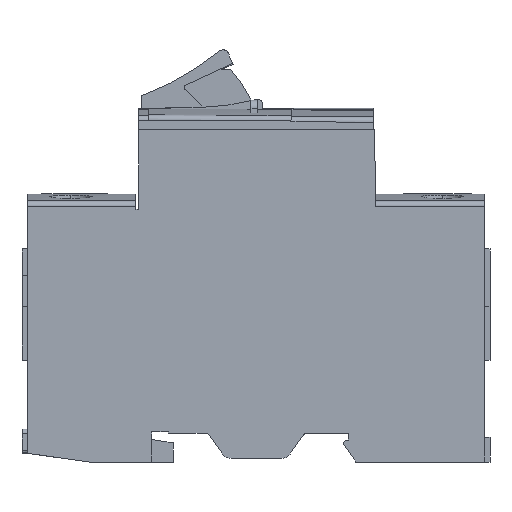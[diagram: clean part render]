
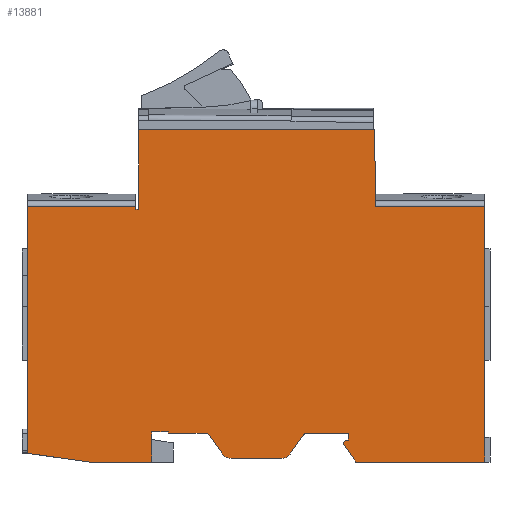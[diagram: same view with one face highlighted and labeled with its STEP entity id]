
A CAD part, left-side view. The second image highlights one B-rep face of the part: STEP entity #13881.
In plain terms, the highlighted planar face has unit normal (-1, 0, 0).
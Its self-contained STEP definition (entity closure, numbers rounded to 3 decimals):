
#3268=DIRECTION('',(0.,1.,0.));
#3269=VECTOR('',#3268,20.796);
#3270=CARTESIAN_POINT('',(0.,10.08,48.62));
#3271=LINE('',#3270,#3269);
#3275=DIRECTION('',(0.,0.,1.));
#3276=VECTOR('',#3275,48.59);
#3277=CARTESIAN_POINT('',(0.,10.08,0.03));
#3278=LINE('',#3277,#3276);
#3282=DIRECTION('',(0.,1.,0.));
#3283=VECTOR('',#3282,24.47);
#3284=CARTESIAN_POINT('',(0.,10.08,0.03));
#3285=LINE('',#3284,#3283);
#3289=DIRECTION('',(0.,0.574,0.819));
#3290=VECTOR('',#3289,4.236);
#3291=CARTESIAN_POINT('',(0.,34.55,0.03));
#3292=LINE('',#3291,#3290);
#3296=DIRECTION('',(0.,0.,1.));
#3297=VECTOR('',#3296,0.3);
#3298=CARTESIAN_POINT('',(0.,36.98,3.5));
#3299=LINE('',#3298,#3297);
#3303=DIRECTION('',(0.,-0.707,0.707));
#3304=VECTOR('',#3303,0.566);
#3305=CARTESIAN_POINT('',(0.,36.98,3.8));
#3306=LINE('',#3305,#3304);
#3310=DIRECTION('',(0.,-1.,0.));
#3311=VECTOR('',#3310,0.6);
#3312=CARTESIAN_POINT('',(0.,36.58,4.2));
#3313=LINE('',#3312,#3311);
#3317=DIRECTION('',(0.,0.,1.));
#3318=VECTOR('',#3317,1.3);
#3319=CARTESIAN_POINT('',(0.,35.98,4.2));
#3320=LINE('',#3319,#3318);
#3324=DIRECTION('',(0.,1.,0.));
#3325=VECTOR('',#3324,7.8);
#3326=CARTESIAN_POINT('',(0.,35.98,5.5));
#3327=LINE('',#3326,#3325);
#3331=CARTESIAN_POINT('',(0.,43.78,4.5));
#3332=DIRECTION('',(-1.,0.,0.));
#3333=DIRECTION('',(0.,0.,1.));
#3334=AXIS2_PLACEMENT_3D('',#3331,#3332,#3333);
#3339=DIRECTION('',(0.,0.574,-0.819));
#3340=VECTOR('',#3339,4.298);
#3341=CARTESIAN_POINT('',(0.,44.599,5.074));
#3342=LINE('',#3341,#3340);
#3346=CARTESIAN_POINT('',(0.,48.703,2.7));
#3347=DIRECTION('',(1.,0.,0.));
#3348=DIRECTION('',(0.,-0.819,-0.574));
#3349=AXIS2_PLACEMENT_3D('',#3346,#3347,#3348);
#3354=DIRECTION('',(0.,1.,0.));
#3355=VECTOR('',#3354,9.558);
#3356=CARTESIAN_POINT('',(0.,48.703,0.7));
#3357=LINE('',#3356,#3355);
#3361=CARTESIAN_POINT('',(0.,58.26,2.7));
#3362=DIRECTION('',(1.,0.,0.));
#3363=DIRECTION('',(0.,0.,-1.));
#3364=AXIS2_PLACEMENT_3D('',#3361,#3362,#3363);
#3369=DIRECTION('',(0.,0.574,0.819));
#3370=VECTOR('',#3369,4.298);
#3371=CARTESIAN_POINT('',(0.,59.898,1.553));
#3372=LINE('',#3371,#3370);
#3376=CARTESIAN_POINT('',(0.,63.183,4.5));
#3377=DIRECTION('',(-1.,0.,0.));
#3378=DIRECTION('',(0.,-0.819,0.574));
#3379=AXIS2_PLACEMENT_3D('',#3376,#3377,#3378);
#3384=DIRECTION('',(0.,1.,0.));
#3385=VECTOR('',#3384,6.987);
#3386=CARTESIAN_POINT('',(0.,63.183,5.5));
#3387=LINE('',#3386,#3385);
#3391=DIRECTION('',(0.,0.,1.));
#3392=VECTOR('',#3391,0.26);
#3393=CARTESIAN_POINT('',(0.,70.17,5.5));
#3394=LINE('',#3393,#3392);
#3398=DIRECTION('',(0.,1.,0.));
#3399=VECTOR('',#3398,3.2);
#3400=CARTESIAN_POINT('',(0.,70.17,5.76));
#3401=LINE('',#3400,#3399);
#3405=DIRECTION('',(0.,0.001,-1.));
#3406=VECTOR('',#3405,1.46);
#3407=CARTESIAN_POINT('',(0.,73.37,5.76));
#3408=LINE('',#3407,#3406);
#3412=DIRECTION('',(0.,0.,1.));
#3413=VECTOR('',#3412,4.3);
#3414=CARTESIAN_POINT('',(0.,73.373,0.));
#3415=LINE('',#3414,#3413);
#3419=DIRECTION('',(0.,1.,0.));
#3420=VECTOR('',#3419,11.607);
#3421=CARTESIAN_POINT('',(0.,73.373,0.));
#3422=LINE('',#3421,#3420);
#3426=DIRECTION('',(0.,0.99,0.139));
#3427=VECTOR('',#3426,12.118);
#3428=CARTESIAN_POINT('',(0.,84.98,0.));
#3429=LINE('',#3428,#3427);
#3433=DIRECTION('',(0.,0.,1.));
#3434=VECTOR('',#3433,46.934);
#3435=CARTESIAN_POINT('',(0.,96.98,1.686));
#3436=LINE('',#3435,#3434);
#3440=DIRECTION('',(0.,1.,0.));
#3441=VECTOR('',#3440,20.63);
#3442=CARTESIAN_POINT('',(0.,76.35,48.62));
#3443=LINE('',#3442,#3441);
#3447=DIRECTION('',(0.,0.,-1.));
#3448=VECTOR('',#3447,0.62);
#3449=CARTESIAN_POINT('',(0.,76.35,48.62));
#3450=LINE('',#3449,#3448);
#3454=DIRECTION('',(0.,-1.,0.));
#3455=VECTOR('',#3454,0.46);
#3456=CARTESIAN_POINT('',(0.,76.35,48.));
#3457=LINE('',#3456,#3455);
#3461=DIRECTION('',(0.,-0.006,1.));
#3462=VECTOR('',#3461,15.17);
#3463=CARTESIAN_POINT('',(0.,75.89,48.));
#3464=LINE('',#3463,#3462);
#3503=DIRECTION('',(0.,0.006,1.));
#3504=VECTOR('',#3503,14.55);
#3505=CARTESIAN_POINT('',(0.,30.876,48.62));
#3506=LINE('',#3505,#3504);
#6269=DIRECTION('',(0.,1.,0.));
#6270=VECTOR('',#6269,44.843);
#6271=CARTESIAN_POINT('',(0.,30.96,63.17));
#6272=LINE('',#6271,#6270);
#9776=CARTESIAN_POINT('',(0.,76.35,48.));
#9777=CARTESIAN_POINT('',(0.,75.89,48.));
#9778=VERTEX_POINT('',#9776);
#9779=VERTEX_POINT('',#9777);
#9780=CARTESIAN_POINT('',(0.,34.55,0.03));
#9781=CARTESIAN_POINT('',(0.,36.98,3.5));
#9782=VERTEX_POINT('',#9780);
#9783=VERTEX_POINT('',#9781);
#9784=CARTESIAN_POINT('',(0.,36.98,3.8));
#9785=VERTEX_POINT('',#9784);
#9786=CARTESIAN_POINT('',(0.,36.58,4.2));
#9787=VERTEX_POINT('',#9786);
#9788=CARTESIAN_POINT('',(0.,35.98,4.2));
#9789=VERTEX_POINT('',#9788);
#9790=CARTESIAN_POINT('',(0.,35.98,5.5));
#9791=VERTEX_POINT('',#9790);
#9792=CARTESIAN_POINT('',(0.,43.78,5.5));
#9793=VERTEX_POINT('',#9792);
#9794=CARTESIAN_POINT('',(0.,44.599,5.074));
#9795=VERTEX_POINT('',#9794);
#9796=CARTESIAN_POINT('',(0.,47.064,1.553));
#9797=VERTEX_POINT('',#9796);
#9798=CARTESIAN_POINT('',(0.,48.703,0.7));
#9799=VERTEX_POINT('',#9798);
#9800=CARTESIAN_POINT('',(0.,58.26,0.7));
#9801=VERTEX_POINT('',#9800);
#9802=CARTESIAN_POINT('',(0.,59.898,1.553));
#9803=VERTEX_POINT('',#9802);
#9804=CARTESIAN_POINT('',(0.,62.364,5.074));
#9805=VERTEX_POINT('',#9804);
#9806=CARTESIAN_POINT('',(0.,63.183,5.5));
#9807=VERTEX_POINT('',#9806);
#9808=CARTESIAN_POINT('',(0.,70.17,5.5));
#9809=VERTEX_POINT('',#9808);
#9810=CARTESIAN_POINT('',(0.,70.17,5.76));
#9811=VERTEX_POINT('',#9810);
#9812=CARTESIAN_POINT('',(0.,73.37,5.76));
#9813=VERTEX_POINT('',#9812);
#9852=CARTESIAN_POINT('',(0.,30.96,63.17));
#9854=VERTEX_POINT('',#9852);
#9860=CARTESIAN_POINT('',(0.,75.803,63.17));
#9861=VERTEX_POINT('',#9860);
#10065=CARTESIAN_POINT('',(0.,84.98,0.));
#10066=VERTEX_POINT('',#10065);
#10069=CARTESIAN_POINT('',(0.,73.373,0.));
#10070=CARTESIAN_POINT('',(0.,73.372,4.3));
#10071=VERTEX_POINT('',#10069);
#10072=VERTEX_POINT('',#10070);
#10217=CARTESIAN_POINT('',(0.,10.08,0.03));
#10218=VERTEX_POINT('',#10217);
#10219=CARTESIAN_POINT('',(0.,96.98,1.686));
#10220=VERTEX_POINT('',#10219);
#10225=CARTESIAN_POINT('',(0.,76.35,48.62));
#10226=CARTESIAN_POINT('',(0.,96.98,48.62));
#10227=VERTEX_POINT('',#10225);
#10228=VERTEX_POINT('',#10226);
#10267=CARTESIAN_POINT('',(0.,10.08,48.62));
#10268=CARTESIAN_POINT('',(0.,30.876,48.62));
#10269=VERTEX_POINT('',#10267);
#10270=VERTEX_POINT('',#10268);
#13816=CARTESIAN_POINT('',(0.,0.,0.));
#13817=DIRECTION('',(1.,0.,0.));
#13818=DIRECTION('',(0.,0.,-1.));
#13819=AXIS2_PLACEMENT_3D('',#13816,#13817,#13818);
#13820=PLANE('',#13819);
#13822=ORIENTED_EDGE('',*,*,#13821,.F.);
#13824=ORIENTED_EDGE('',*,*,#13823,.F.);
#13826=ORIENTED_EDGE('',*,*,#13825,.T.);
#13828=ORIENTED_EDGE('',*,*,#13827,.T.);
#13830=ORIENTED_EDGE('',*,*,#13829,.T.);
#13832=ORIENTED_EDGE('',*,*,#13831,.T.);
#13834=ORIENTED_EDGE('',*,*,#13833,.T.);
#13836=ORIENTED_EDGE('',*,*,#13835,.T.);
#13838=ORIENTED_EDGE('',*,*,#13837,.T.);
#13840=ORIENTED_EDGE('',*,*,#13839,.T.);
#13842=ORIENTED_EDGE('',*,*,#13841,.T.);
#13844=ORIENTED_EDGE('',*,*,#13843,.T.);
#13846=ORIENTED_EDGE('',*,*,#13845,.T.);
#13848=ORIENTED_EDGE('',*,*,#13847,.T.);
#13850=ORIENTED_EDGE('',*,*,#13849,.T.);
#13852=ORIENTED_EDGE('',*,*,#13851,.T.);
#13854=ORIENTED_EDGE('',*,*,#13853,.T.);
#13856=ORIENTED_EDGE('',*,*,#13855,.T.);
#13858=ORIENTED_EDGE('',*,*,#13857,.T.);
#13860=ORIENTED_EDGE('',*,*,#13859,.T.);
#13862=ORIENTED_EDGE('',*,*,#13861,.F.);
#13864=ORIENTED_EDGE('',*,*,#13863,.T.);
#13865=ORIENTED_EDGE('',*,*,#13521,.T.);
#13866=ORIENTED_EDGE('',*,*,#12256,.T.);
#13868=ORIENTED_EDGE('',*,*,#13867,.F.);
#13870=ORIENTED_EDGE('',*,*,#13869,.T.);
#13872=ORIENTED_EDGE('',*,*,#13871,.T.);
#13874=ORIENTED_EDGE('',*,*,#13873,.T.);
#13876=ORIENTED_EDGE('',*,*,#13875,.F.);
#13878=ORIENTED_EDGE('',*,*,#13877,.F.);
#13879=EDGE_LOOP('',(#13822,#13824,#13826,#13828,#13830,#13832,#13834,#13836,
#13838,#13840,#13842,#13844,#13846,#13848,#13850,#13852,#13854,#13856,#13858,
#13860,#13862,#13864,#13865,#13866,#13868,#13870,#13872,#13874,#13876,#13878));
#13880=FACE_OUTER_BOUND('',#13879,.F.);
#3335=CIRCLE('',#3334,1.);
#3350=CIRCLE('',#3349,2.);
#3365=CIRCLE('',#3364,2.);
#3380=CIRCLE('',#3379,1.);
#12256=EDGE_CURVE('',#10220,#10228,#3436,.T.);
#13521=EDGE_CURVE('',#10066,#10220,#3429,.T.);
#13821=EDGE_CURVE('',#10269,#10270,#3271,.T.);
#13823=EDGE_CURVE('',#10218,#10269,#3278,.T.);
#13825=EDGE_CURVE('',#10218,#9782,#3285,.T.);
#13827=EDGE_CURVE('',#9782,#9783,#3292,.T.);
#13829=EDGE_CURVE('',#9783,#9785,#3299,.T.);
#13831=EDGE_CURVE('',#9785,#9787,#3306,.T.);
#13833=EDGE_CURVE('',#9787,#9789,#3313,.T.);
#13835=EDGE_CURVE('',#9789,#9791,#3320,.T.);
#13837=EDGE_CURVE('',#9791,#9793,#3327,.T.);
#13839=EDGE_CURVE('',#9793,#9795,#3335,.T.);
#13841=EDGE_CURVE('',#9795,#9797,#3342,.T.);
#13843=EDGE_CURVE('',#9797,#9799,#3350,.T.);
#13845=EDGE_CURVE('',#9799,#9801,#3357,.T.);
#13847=EDGE_CURVE('',#9801,#9803,#3365,.T.);
#13849=EDGE_CURVE('',#9803,#9805,#3372,.T.);
#13851=EDGE_CURVE('',#9805,#9807,#3380,.T.);
#13853=EDGE_CURVE('',#9807,#9809,#3387,.T.);
#13855=EDGE_CURVE('',#9809,#9811,#3394,.T.);
#13857=EDGE_CURVE('',#9811,#9813,#3401,.T.);
#13859=EDGE_CURVE('',#9813,#10072,#3408,.T.);
#13861=EDGE_CURVE('',#10071,#10072,#3415,.T.);
#13863=EDGE_CURVE('',#10071,#10066,#3422,.T.);
#13867=EDGE_CURVE('',#10227,#10228,#3443,.T.);
#13869=EDGE_CURVE('',#10227,#9778,#3450,.T.);
#13871=EDGE_CURVE('',#9778,#9779,#3457,.T.);
#13873=EDGE_CURVE('',#9779,#9861,#3464,.T.);
#13875=EDGE_CURVE('',#9854,#9861,#6272,.T.);
#13877=EDGE_CURVE('',#10270,#9854,#3506,.T.);
#13881=ADVANCED_FACE('',(#13880),#13820,.F.);
